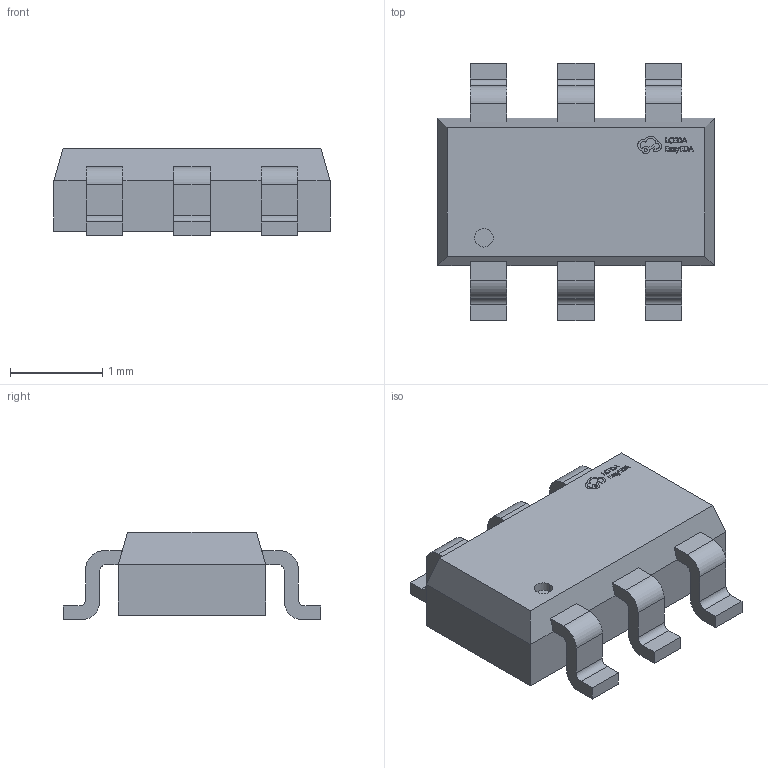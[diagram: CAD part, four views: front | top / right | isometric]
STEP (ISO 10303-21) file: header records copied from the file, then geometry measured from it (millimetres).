
FILE_DESCRIPTION (( 'STEP AP214' ), '1' );
FILE_NAME ('SOT-26_L3.0-W1.6-P0.95-LS2.8-BL.step', '2022-07-26T11:09:34', ( '' ), ( '' ), 'SwSTEP 2.0', 'SolidWorks 2020', '' );
FILE_SCHEMA (( 'AUTOMOTIVE_DESIGN' ));
Length unit declared in the file: millimetre
Products named in the file (1): SOT-26_L3.0-W1.6-P0.95-LS2.8-BL
Bounding box: 3 x 2.8 x 0.95 mm (x, y, z)
Volume: 4.6 mm3; surface area: 24.4 mm2
Topology: 14 solids, 14 shells, 322 faces, 863 edges, 570 vertices
Faces by surface type: plane 198, bspline 98, cylinder 26
Entity records: 14210 total; most frequent: CARTESIAN_POINT 3092, ORIENTED_EDGE 1726, DIRECTION 1155, EDGE_CURVE 863, VECTOR 601, LINE 601, VERTEX_POINT 570, UNCERTAINTY_MEASURE_WITH_UNIT 338
